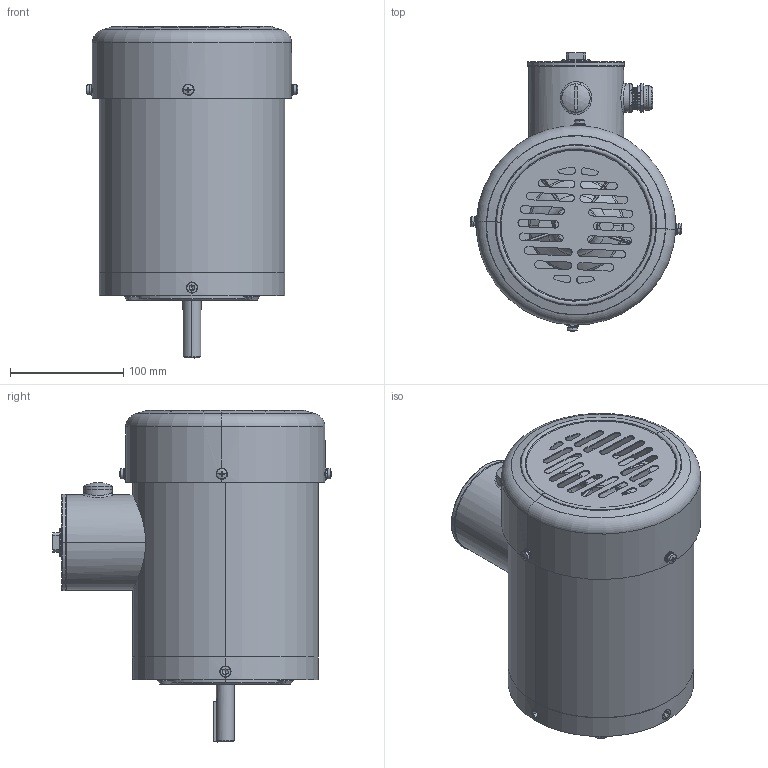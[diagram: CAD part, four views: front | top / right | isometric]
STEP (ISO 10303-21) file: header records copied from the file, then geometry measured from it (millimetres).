
FILE_DESCRIPTION (( 'STEP AP214' ), '1' );
FILE_NAME ('（143TC-1HP-2-RB）（143TC-1HP-4-RB）（143TC-0.75HP-6-RB）（145TC-1HP-2-RB）（145TC-1HP-4-RB）.STEP', '2017-11-14T01:11:40', ( 'user' ), ( '' ), 'SwSTEP 2.0', 'SolidWorks 2013', '' );
FILE_SCHEMA (( 'AUTOMOTIVE_DESIGN' ));
Length unit declared in the file: millimetre
Products named in the file (22): 儂褲 155.56C﹜143TC 埴极.8WT.001.001; 出线孔塞; 沓蹋滲M22謂12; （143TC-1HP-2-RB）（143TC-1HP-4-RB）（143TC-0.75HP-6-RB）（145TC-1HP-2-RB）（145TC-1HP-4-RB）; 140TC  芠倛祥谽詩碟裔 ; 140TC  芠倛祥谽詩碟釱 ; U倛蚐猾20X40X7; 源瑩4.77x36; M10 不锈钢螺塞; 螺孔塞 ; M5坋趼蹟隊蚾饜极; plain washers--product grade c gb_GB_FASTENER_WASHER_SMWC 5; single coil lock washers light type gb_GB_FASTENER_WASHER_SSWL 5; cross recessed small pan head screws gb_GB_CROSS_SCREWS_TYPE3 M5X16-16-N; 56C，140TC 风罩 8WTN.306.002; 80瑞圮; 143TC  祥凄詩綴裔.TEFC. 8WT.013.004b; deep groove ball bearings gb_Rolling bearings 6205 GB 276-94; 翋粣 1hP奻 286﹜128. 140TC TEFC 埴极.8WT.200.008; 140TC  芠倛祥凄詩碟; 56C，140TC 不锈钢 C 法兰（封闭或风冷型）8WT.013.001; 沓蹋滲蹟簽M20
Assembly tree (31 placements, depth 3):
  （143TC-1HP-2-RB）（143TC-1HP-4-RB）（143TC-0.75HP-6-RB）（145TC-1HP-2-RB）（145TC-1HP-4-RB）
    儂褲 155.56C﹜143TC 埴极.8WT.001.001
    56C，140TC 不锈钢 C 法兰（封闭或风冷型）8WT.013.001
    翋粣 1hP奻 286﹜128. 140TC TEFC 埴极.8WT.200.008
    deep groove ball bearings gb_Rolling bearings 6205 GB 276-94  x2
    143TC  祥凄詩綴裔.TEFC. 8WT.013.004b
    80瑞圮
    56C，140TC 风罩 8WTN.306.002
    M5坋趼蹟隊蚾饜极  x4
      cross recessed small pan head screws gb_GB_CROSS_SCREWS_TYPE3 M5X16-16-N
      single coil lock washers light type gb_GB_FASTENER_WASHER_SSWL 5
      plain washers--product grade c gb_GB_FASTENER_WASHER_SMWC 5
    螺孔塞   x4
    M10 不锈钢螺塞  x4
    源瑩4.77x36
    U倛蚐猾20X40X7
    140TC  芠倛祥凄詩碟
      140TC  芠倛祥谽詩碟釱 
      140TC  芠倛祥谽詩碟裔 
      沓蹋滲M22謂12
      出线孔塞
      沓蹋滲蹟簽M20
Bounding box: 186.97 x 245.91 x 293.1 mm (x, y, z)
Volume: 819033.1 mm3; surface area: 557029.6 mm2
Topology: 40 solids, 40 shells, 1406 faces, 3995 edges, 2564 vertices
Faces by surface type: cylinder 516, plane 401, torus 236, cone 121, sphere 97, bspline 35
Entity records: 45542 total; most frequent: CARTESIAN_POINT 16808, ORIENTED_EDGE 5714, DIRECTION 5622, EDGE_CURVE 2857, AXIS2_PLACEMENT_3D 2344, VERTEX_POINT 1829, CIRCLE 1260, EDGE_LOOP 1224
